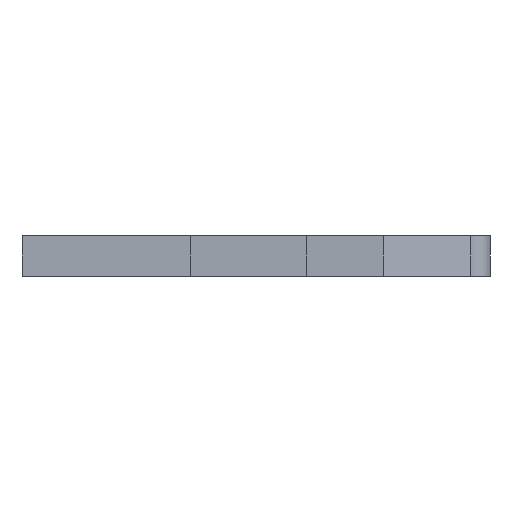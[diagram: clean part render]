
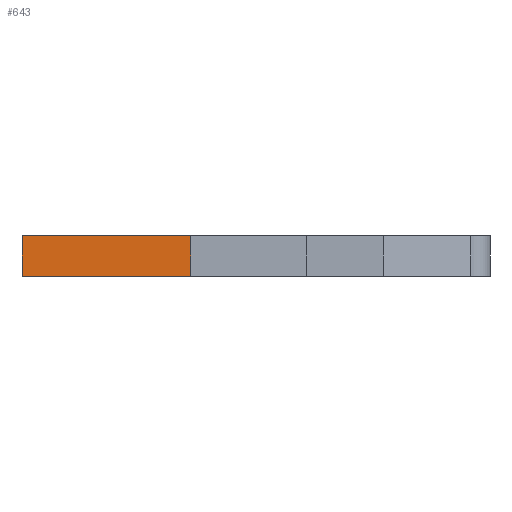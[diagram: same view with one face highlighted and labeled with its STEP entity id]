
A CAD part, left-side view. The second image highlights one B-rep face of the part: STEP entity #643.
In plain terms, the highlighted planar face has unit normal (-1, 0, 0).
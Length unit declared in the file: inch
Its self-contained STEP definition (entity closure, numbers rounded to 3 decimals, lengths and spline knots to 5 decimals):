
#61 = LINE ( 'NONE', #96, #95 ) ;
#71 = CARTESIAN_POINT ( 'NONE',  ( 0., -0.105, 0. ) ) ;
#85 = CARTESIAN_POINT ( 'NONE',  ( 0., 0., 0. ) ) ;
#86 = DIRECTION ( 'NONE',  ( 0., -1., 0. ) ) ;
#95 = VECTOR ( 'NONE', #86, 39.37008 ) ;
#96 = CARTESIAN_POINT ( 'NONE',  ( 0., 0., 0. ) ) ;
#114 = DIRECTION ( 'NONE',  ( 0., 0., -1. ) ) ;
#115 = VECTOR ( 'NONE', #114, 39.37008 ) ;
#116 = CARTESIAN_POINT ( 'NONE',  ( 0., -0.105, 0.025 ) ) ;
#117 = DIRECTION ( 'NONE',  ( 0., 1., 0. ) ) ;
#118 = DIRECTION ( 'NONE',  ( 1., 0., 0. ) ) ;
#119 = CARTESIAN_POINT ( 'NONE',  ( 0., 0., 0.025 ) ) ;
#120 = LINE ( 'NONE', #116, #115 ) ;
#181 = DIRECTION ( 'NONE',  ( 0., 0., -1. ) ) ;
#182 = VECTOR ( 'NONE', #181, 39.37008 ) ;
#183 = CARTESIAN_POINT ( 'NONE',  ( 0., 0., 0.025 ) ) ;
#184 = LINE ( 'NONE', #183, #182 ) ;
#202 = AXIS2_PLACEMENT_3D ( 'NONE', #119, #118, #117 ) ;
#203 = PLANE ( 'NONE',  #202 ) ;
#204 = FACE_OUTER_BOUND ( 'NONE', #644, .T. ) ;
#392 = VERTEX_POINT ( 'NONE', #754 ) ;
#394 = EDGE_CURVE ( 'NONE', #397, #392, #752, .T. ) ;
#397 = VERTEX_POINT ( 'NONE', #758 ) ;
#564 = EDGE_CURVE ( 'NONE', #565, #566, #61, .T. ) ;
#565 = VERTEX_POINT ( 'NONE', #85 ) ;
#566 = VERTEX_POINT ( 'NONE', #71 ) ;
#643 = ADVANCED_FACE ( 'NONE', ( #204 ), #203, .F. ) ;
#644 = EDGE_LOOP ( 'NONE', ( #645, #646, #648, #649 ) ) ;
#645 = ORIENTED_EDGE ( 'NONE', *, *, #564, .T. ) ;
#646 = ORIENTED_EDGE ( 'NONE', *, *, #647, .F. ) ;
#647 = EDGE_CURVE ( 'NONE', #392, #566, #120, .T. ) ;
#648 = ORIENTED_EDGE ( 'NONE', *, *, #394, .F. ) ;
#649 = ORIENTED_EDGE ( 'NONE', *, *, #650, .T. ) ;
#650 = EDGE_CURVE ( 'NONE', #397, #565, #184, .T. ) ;
#749 = DIRECTION ( 'NONE',  ( 0., -1., 0. ) ) ;
#750 = VECTOR ( 'NONE', #749, 39.37008 ) ;
#751 = CARTESIAN_POINT ( 'NONE',  ( 0., 0., 0.025 ) ) ;
#752 = LINE ( 'NONE', #751, #750 ) ;
#754 = CARTESIAN_POINT ( 'NONE',  ( 0., -0.105, 0.025 ) ) ;
#758 = CARTESIAN_POINT ( 'NONE',  ( 0., 0., 0.025 ) ) ;
